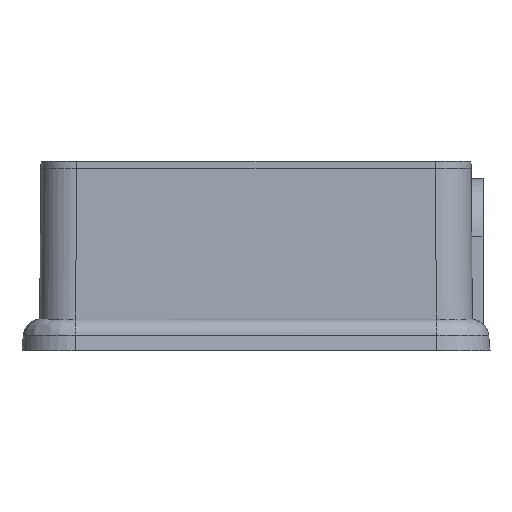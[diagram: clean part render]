
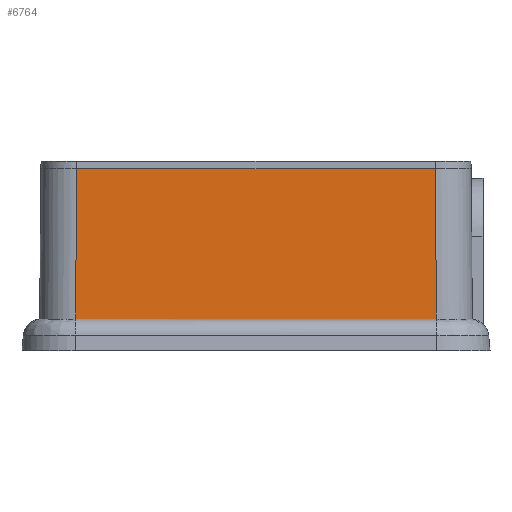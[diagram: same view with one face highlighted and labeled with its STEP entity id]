
A CAD part, front view. The second image highlights one B-rep face of the part: STEP entity #6764.
In plain terms, the highlighted planar face has unit normal (0, -1, 0.009).
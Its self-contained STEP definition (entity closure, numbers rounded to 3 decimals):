
#6737=AXIS2_PLACEMENT_3D('Plane Axis2P3D',#6734,#6735,#6736) ;
#1335=CARTESIAN_POINT('Vertex',(-37.5,-45.,0.)) ;
#2629=CARTESIAN_POINT('Vertex',(-37.797,-45.297,-34.)) ;
#2632=CARTESIAN_POINT('Line Origine',(-37.646,-45.146,-16.679)) ;
#6734=CARTESIAN_POINT('Axis2P3D Location',(45.,-45.,0.)) ;
#6739=CARTESIAN_POINT('Line Origine',(0.,-45.,0.)) ;
#6743=CARTESIAN_POINT('Vertex',(37.5,-45.,0.)) ;
#6746=CARTESIAN_POINT('Line Origine',(0.,-45.297,-34.)) ;
#6750=CARTESIAN_POINT('Vertex',(37.797,-45.297,-34.)) ;
#6753=CARTESIAN_POINT('Line Origine',(37.649,-45.148,-17.)) ;
#2633=DIRECTION('Vector Direction',(-0.009,-0.009,-1.)) ;
#6735=DIRECTION('Axis2P3D Direction',(0.,-1.,0.009)) ;
#6736=DIRECTION('Axis2P3D XDirection',(1.,0.,0.)) ;
#6740=DIRECTION('Vector Direction',(1.,0.,0.)) ;
#6747=DIRECTION('Vector Direction',(1.,0.,0.)) ;
#6754=DIRECTION('Vector Direction',(0.009,-0.009,-1.)) ;
#2634=VECTOR('Line Direction',#2633,1.) ;
#6741=VECTOR('Line Direction',#6740,1.) ;
#6748=VECTOR('Line Direction',#6747,1.) ;
#6755=VECTOR('Line Direction',#6754,1.) ;
#6759=ORIENTED_EDGE('',*,*,#6745,.F.) ;
#6760=ORIENTED_EDGE('',*,*,#2636,.F.) ;
#6761=ORIENTED_EDGE('',*,*,#6752,.T.) ;
#6762=ORIENTED_EDGE('',*,*,#6757,.F.) ;
#6764=ADVANCED_FACE('Surface.46',(#6763),#6738,.T.) ;
#2636=EDGE_CURVE('',#2630,#1336,#2635,.F.) ;
#6745=EDGE_CURVE('',#1336,#6744,#6742,.T.) ;
#6752=EDGE_CURVE('',#2630,#6751,#6749,.T.) ;
#6757=EDGE_CURVE('',#6744,#6751,#6756,.T.) ;
#6758=EDGE_LOOP('',(#6759,#6760,#6761,#6762)) ;
#6763=FACE_OUTER_BOUND('',#6758,.T.) ;
#2635=LINE('Line',#2632,#2634) ;
#6742=LINE('Line',#6739,#6741) ;
#6749=LINE('Line',#6746,#6748) ;
#6756=LINE('Line',#6753,#6755) ;
#6738=PLANE('',#6737) ;
#1336=VERTEX_POINT('',#1335) ;
#2630=VERTEX_POINT('',#2629) ;
#6744=VERTEX_POINT('',#6743) ;
#6751=VERTEX_POINT('',#6750) ;
